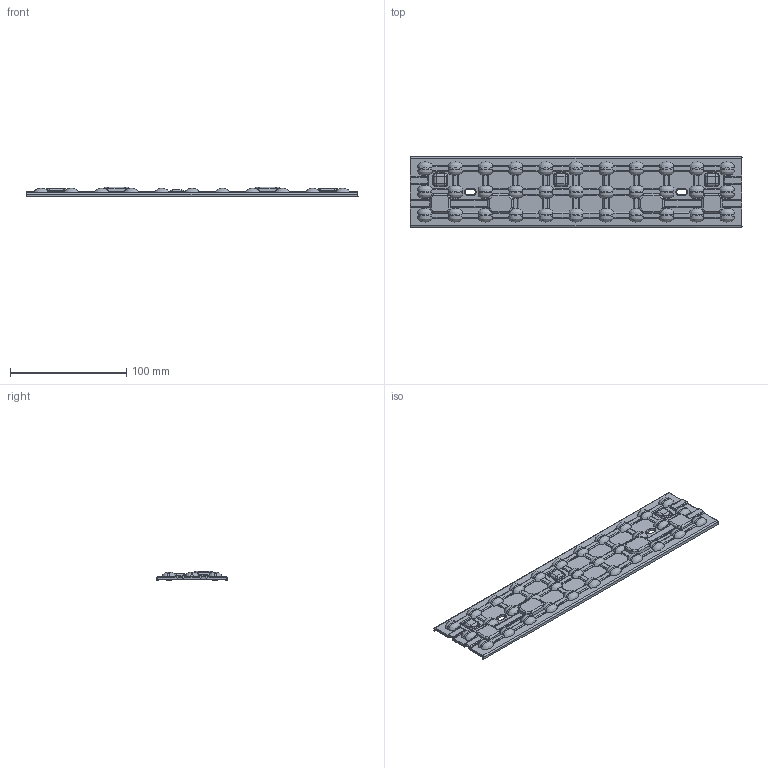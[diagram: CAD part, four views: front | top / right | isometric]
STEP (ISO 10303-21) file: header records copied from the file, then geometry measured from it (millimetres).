
FILE_DESCRIPTION (( 'STEP AP214' ), '1' );
FILE_NAME ('12954_Rev-2_DA_Fort_SymmFlange_Customer.STEP', '2017-02-08T12:33:25', ( '' ), ( '' ), 'SwSTEP 2.0', 'SolidWorks 2014', '' );
FILE_SCHEMA (( 'AUTOMOTIVE_DESIGN' ));
Length unit declared in the file: millimetre
Products named in the file (1): 12954_Rev-2_DA_Fort_SymmFlange_Customer
Bounding box: 286 x 61 x 8.2 mm (x, y, z)
Volume: 44762.7 mm3; surface area: 43051.6 mm2
Topology: 1 solids, 1 shells, 1698 faces, 4503 edges, 2823 vertices
Faces by surface type: plane 605, bspline 512, cylinder 461, sphere 80, cone 30, torus 10
Entity records: 77755 total; most frequent: CARTESIAN_POINT 41775, ORIENTED_EDGE 8858, DIRECTION 5271, EDGE_CURVE 4429, VERTEX_POINT 2823, VECTOR 1947, LINE 1947, EDGE_LOOP 1792
